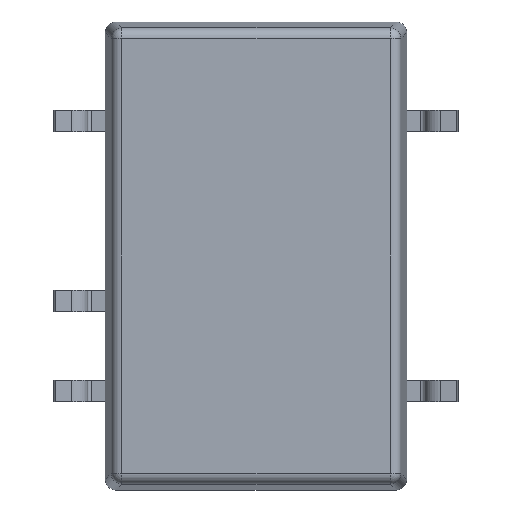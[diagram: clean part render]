
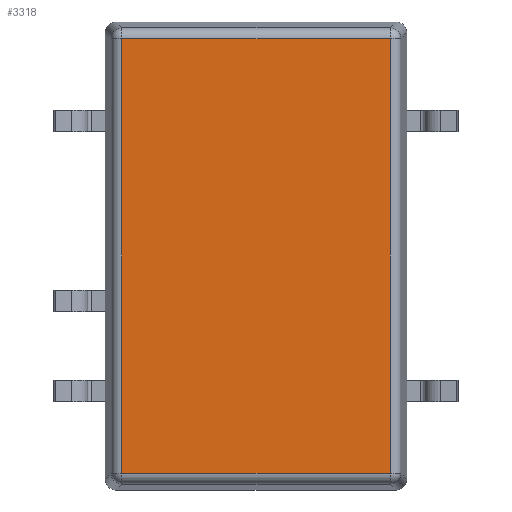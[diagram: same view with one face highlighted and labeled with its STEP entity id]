
A CAD part, front view. The second image highlights one B-rep face of the part: STEP entity #3318.
In plain terms, the highlighted planar face has unit normal (0, -1, 0).
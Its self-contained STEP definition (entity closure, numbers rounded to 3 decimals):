
#172 = LINE ( 'NONE', #525, #724 ) ;
#233 = CARTESIAN_POINT ( 'NONE',  ( 3.783, 0.25, 6.133 ) ) ;
#303 = DIRECTION ( 'NONE',  ( -1., 0., 0. ) ) ;
#525 = CARTESIAN_POINT ( 'NONE',  ( -4.058, 0.25, 6.133 ) ) ;
#529 = VERTEX_POINT ( 'NONE', #2255 ) ;
#591 = ORIENTED_EDGE ( 'NONE', *, *, #1810, .T. ) ;
#595 = ORIENTED_EDGE ( 'NONE', *, *, #1647, .T. ) ;
#656 = CARTESIAN_POINT ( 'NONE',  ( -4.058, 0.25, -6.133 ) ) ;
#686 = PLANE ( 'NONE',  #1636 ) ;
#724 = VECTOR ( 'NONE', #303, 1000. ) ;
#1057 = EDGE_CURVE ( 'NONE', #529, #1670, #1373, .T. ) ;
#1373 = LINE ( 'NONE', #656, #3414 ) ;
#1448 = VECTOR ( 'NONE', #3492, 1000. ) ;
#1486 = DIRECTION ( 'NONE',  ( -1., 0., 0. ) ) ;
#1528 = CARTESIAN_POINT ( 'NONE',  ( 3.783, 0.25, 6.6 ) ) ;
#1552 = DIRECTION ( 'NONE',  ( 0., 0., -1. ) ) ;
#1636 = AXIS2_PLACEMENT_3D ( 'NONE', #3473, #1751, #1486 ) ;
#1647 = EDGE_CURVE ( 'NONE', #1670, #2751, #2734, .T. ) ;
#1670 = VERTEX_POINT ( 'NONE', #3483 ) ;
#1697 = ORIENTED_EDGE ( 'NONE', *, *, #2102, .T. ) ;
#1751 = DIRECTION ( 'NONE',  ( 0., 1., 0. ) ) ;
#1767 = VECTOR ( 'NONE', #1552, 1000. ) ;
#1779 = VERTEX_POINT ( 'NONE', #2722 ) ;
#1810 = EDGE_CURVE ( 'NONE', #2751, #1779, #172, .T. ) ;
#2102 = EDGE_CURVE ( 'NONE', #1779, #529, #2501, .T. ) ;
#2226 = ORIENTED_EDGE ( 'NONE', *, *, #1057, .T. ) ;
#2255 = CARTESIAN_POINT ( 'NONE',  ( -3.783, 0.25, -6.133 ) ) ;
#2501 = LINE ( 'NONE', #3529, #1767 ) ;
#2722 = CARTESIAN_POINT ( 'NONE',  ( -3.783, 0.25, 6.133 ) ) ;
#2734 = LINE ( 'NONE', #1528, #1448 ) ;
#2751 = VERTEX_POINT ( 'NONE', #233 ) ;
#3035 = FACE_OUTER_BOUND ( 'NONE', #3311, .T. ) ;
#3184 = DIRECTION ( 'NONE',  ( 1., 0., 0. ) ) ;
#3311 = EDGE_LOOP ( 'NONE', ( #1697, #2226, #595, #591 ) ) ;
#3318 = ADVANCED_FACE ( 'NONE', ( #3035 ), #686, .F. ) ;
#3414 = VECTOR ( 'NONE', #3184, 1000. ) ;
#3473 = CARTESIAN_POINT ( 'NONE',  ( -4.058, 0.25, 6.6 ) ) ;
#3483 = CARTESIAN_POINT ( 'NONE',  ( 3.783, 0.25, -6.133 ) ) ;
#3492 = DIRECTION ( 'NONE',  ( 0., 0., 1. ) ) ;
#3529 = CARTESIAN_POINT ( 'NONE',  ( -3.783, 0.25, 6.6 ) ) ;
